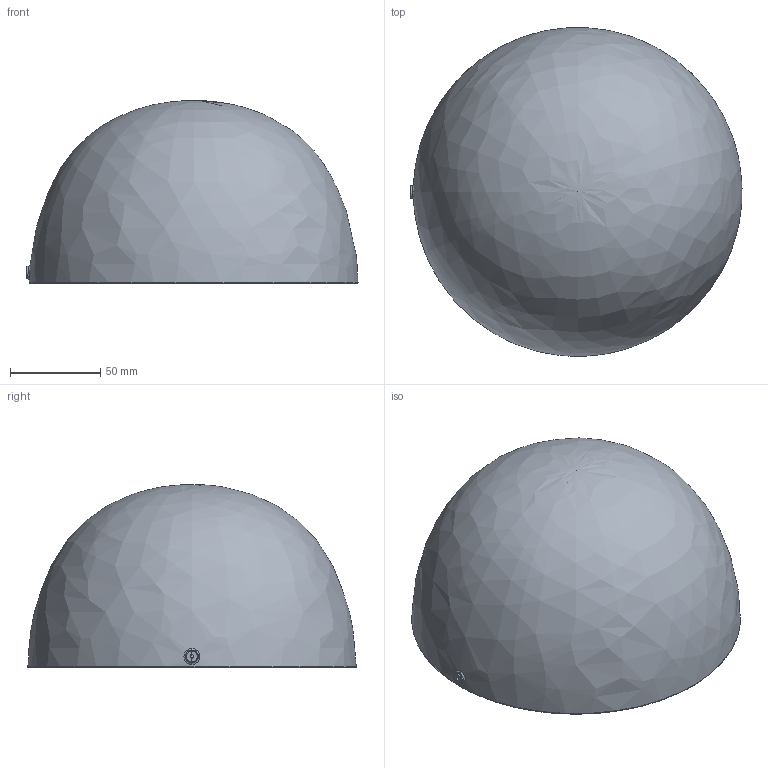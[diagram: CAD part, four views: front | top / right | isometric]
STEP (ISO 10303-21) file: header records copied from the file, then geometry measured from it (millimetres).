
FILE_DESCRIPTION(/* description */ (''),/* implementation_level */ '2;1');
FILE_NAME(/* name */ '_STEVE~1',/* time_stamp */ '2021-09-26T08:20:10-05:00',/* author */ (''),/* organization */ (''),/* preprocessor_version */ 'ST-DEVELOPER v16.5',/* originating_system */ '',/* authorisation */ '');
FILE_SCHEMA (('CONFIG_CONTROL_DESIGN'));
Length unit declared in the file: millimetre
Products named in the file (1): Document
Bounding box: 184.08 x 182.17 x 101.4 mm (x, y, z)
Volume: 204580.4 mm3; surface area: 115499.8 mm2
Topology: 1 solids, 1 shells, 40 faces, 102 edges, 64 vertices
Faces by surface type: plane 14, cylinder 14, bspline 12
Full cylindrical faces by diameter (mm): 2 x1, 7 x1, 175 x1
Entity records: 1763 total; most frequent: CARTESIAN_POINT 1058, ORIENTED_EDGE 200, EDGE_CURVE 100, VERTEX_POINT 64, EDGE_LOOP 42, B_SPLINE_CURVE_WITH_KNOTS 41, ADVANCED_FACE 40, FACE_OUTER_BOUND 40
